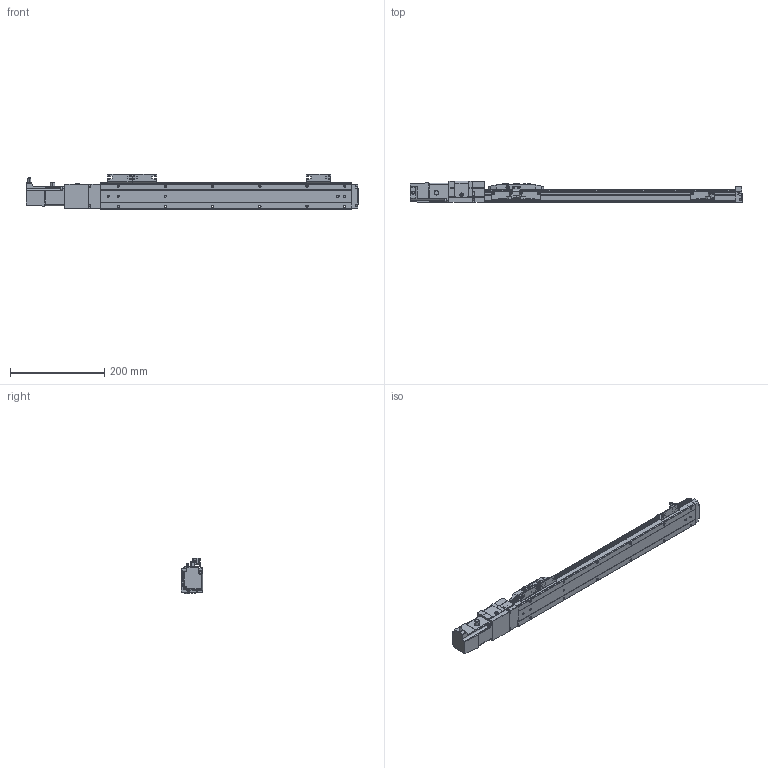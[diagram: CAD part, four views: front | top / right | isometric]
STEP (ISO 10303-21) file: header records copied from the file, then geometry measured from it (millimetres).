
FILE_DESCRIPTION (( 'STEP AP214' ), '1' );
FILE_NAME ('MLU52BC-10XLD-0400-XXXX.STEP', '2025-02-28T15:30:13', ( '' ), ( '' ), 'SwSTEP 2.0', 'SolidWorks 2022', '' );
FILE_SCHEMA (( 'AUTOMOTIVE_DESIGN' ));
Length unit declared in the file: millimetre
Products named in the file (12): MLU52-400-2; MLU52-400MOTOR; MLU52-400SENSOR; MLU52-400-1; MLU52-400SENSORPLATE; MLU52-400-4; MLU52-400FANGTOOTH; MLU52-400-3; FANG STICKER; MLU52-400CARRIAGE; MLU52-400-5; MLU52BC-10XLD-0400-XXXX
Assembly tree (15 placements, depth 2):
  MLU52BC-10XLD-0400-XXXX
    MLU52-400-1
    MLU52-400-2
    MLU52-400-3
    MLU52-400MOTOR
    MLU52-400-4
    MLU52-400FANGTOOTH
    MLU52-400CARRIAGE
    MLU52-400-5
    MLU52-400SENSORPLATE  x3
    MLU52-400SENSOR  x3
    FANG STICKER
Bounding box: 703.4 x 46 x 76 mm (x, y, z)
Volume: 1055681.5 mm3; surface area: 206755.8 mm2
Topology: 15 solids, 15 shells, 1571 faces, 4220 edges, 2777 vertices
Faces by surface type: plane 845, cylinder 626, cone 60, torus 40
Entity records: 42706 total; most frequent: CARTESIAN_POINT 8829, ORIENTED_EDGE 7000, DIRECTION 6951, EDGE_CURVE 3500, AXIS2_PLACEMENT_3D 2337, VERTEX_POINT 2305, VECTOR 2277, LINE 2277
